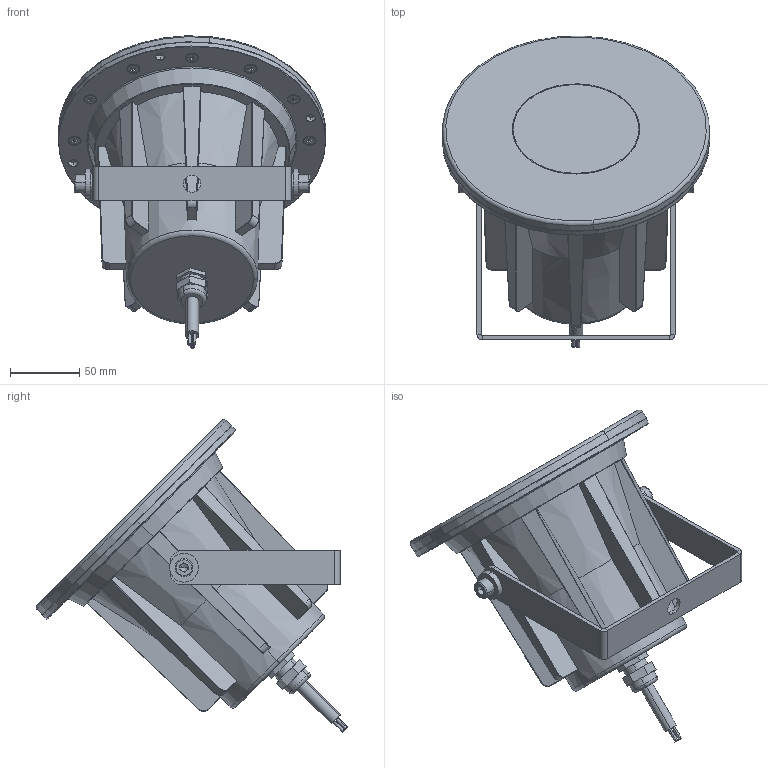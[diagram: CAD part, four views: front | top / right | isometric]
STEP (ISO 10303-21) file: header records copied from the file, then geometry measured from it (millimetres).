
FILE_DESCRIPTION (( 'STEP AP214' ), '1' );
FILE_NAME ('nGround-Big.STEP', '2023-03-28T22:10:37', ( '' ), ( '' ), 'SwSTEP 2.0', 'SolidWorks 2017', '' );
FILE_SCHEMA (( 'AUTOMOTIVE_DESIGN' ));
Length unit declared in the file: millimetre
Products named in the file (1): nGround-Big
Bounding box: 193.98 x 225.71 x 226.22 mm (x, y, z)
Volume: 1068605.1 mm3; surface area: 275177.5 mm2
Topology: 35 solids, 35 shells, 1118 faces, 2566 edges, 1528 vertices
Faces by surface type: plane 397, cylinder 315, cone 308, torus 50, bspline 46, sphere 2
Entity records: 44873 total; most frequent: CARTESIAN_POINT 7187, DIRECTION 5449, ORIENTED_EDGE 5008, EDGE_CURVE 2504, AXIS2_PLACEMENT_3D 2150, VERTEX_POINT 1528, EDGE_LOOP 1260, UNCERTAINTY_MEASURE_WITH_UNIT 1155
